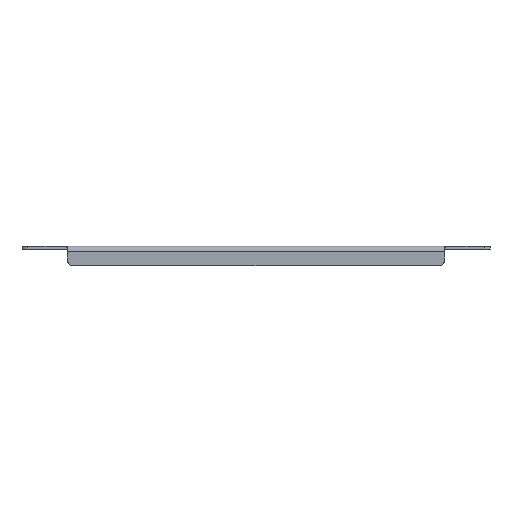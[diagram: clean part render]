
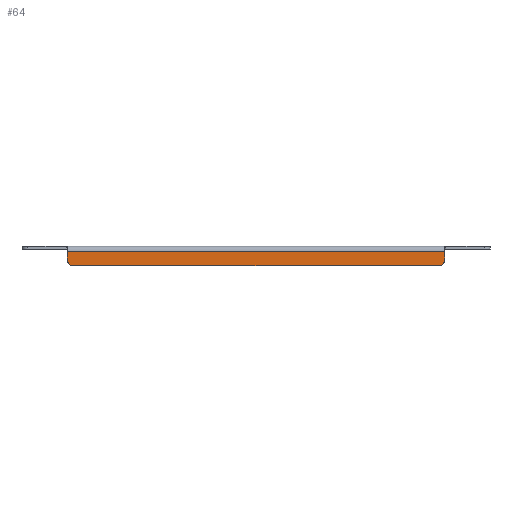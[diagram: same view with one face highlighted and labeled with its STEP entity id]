
A CAD part, left-side view. The second image highlights one B-rep face of the part: STEP entity #64.
In plain terms, the highlighted planar face has unit normal (-1, 0, 0).
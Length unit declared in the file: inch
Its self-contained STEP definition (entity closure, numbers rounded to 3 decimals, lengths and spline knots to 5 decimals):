
#31 = AXIS2_PLACEMENT_3D ( 'NONE', #1214, #1055, #1342 ) ;
#64 = ADVANCED_FACE ( 'NONE', ( #1672 ), #613, .T. ) ;
#77 = EDGE_LOOP ( 'NONE', ( #755, #1823, #1113, #1716, #1021, #1760 ) ) ;
#146 = EDGE_CURVE ( 'NONE', #710, #1623, #1045, .T. ) ;
#153 = LINE ( 'NONE', #576, #879 ) ;
#209 = LINE ( 'NONE', #801, #1300 ) ;
#282 = AXIS2_PLACEMENT_3D ( 'NONE', #660, #1108, #334 ) ;
#317 = LINE ( 'NONE', #920, #1742 ) ;
#325 = CARTESIAN_POINT ( 'NONE',  ( -8.46875, 8.46875, -0.237 ) ) ;
#334 = DIRECTION ( 'NONE',  ( 0., 0., 1. ) ) ;
#576 = CARTESIAN_POINT ( 'NONE',  ( -8.46875, -8.46875, -0.556 ) ) ;
#591 = DIRECTION ( 'NONE',  ( 0., 0., 1. ) ) ;
#603 = DIRECTION ( 'NONE',  ( -1., 0., 0. ) ) ;
#609 = CARTESIAN_POINT ( 'NONE',  ( -8.46875, -8.21875, -0.875 ) ) ;
#613 = PLANE ( 'NONE',  #817 ) ;
#660 = CARTESIAN_POINT ( 'NONE',  ( -8.46875, -8.21875, -0.625 ) ) ;
#701 = DIRECTION ( 'NONE',  ( 0., -1., 0. ) ) ;
#707 = EDGE_CURVE ( 'NONE', #1623, #1441, #896, .T. ) ;
#710 = VERTEX_POINT ( 'NONE', #1004 ) ;
#755 = ORIENTED_EDGE ( 'NONE', *, *, #814, .F. ) ;
#761 = CARTESIAN_POINT ( 'NONE',  ( -8.46875, 8.46875, -0.625 ) ) ;
#801 = CARTESIAN_POINT ( 'NONE',  ( -8.46875, -8.46875, -0.237 ) ) ;
#806 = VERTEX_POINT ( 'NONE', #761 ) ;
#814 = EDGE_CURVE ( 'NONE', #806, #1176, #317, .T. ) ;
#817 = AXIS2_PLACEMENT_3D ( 'NONE', #1947, #603, #591 ) ;
#879 = VECTOR ( 'NONE', #898, 39.37008 ) ;
#896 = LINE ( 'NONE', #1903, #1579 ) ;
#898 = DIRECTION ( 'NONE',  ( 0., 0., -1. ) ) ;
#920 = CARTESIAN_POINT ( 'NONE',  ( -8.46875, 8.46875, -0.556 ) ) ;
#1004 = CARTESIAN_POINT ( 'NONE',  ( -8.46875, -8.46875, -0.625 ) ) ;
#1014 = CARTESIAN_POINT ( 'NONE',  ( -8.46875, -8.46875, -0.237 ) ) ;
#1021 = ORIENTED_EDGE ( 'NONE', *, *, #1473, .F. ) ;
#1045 = CIRCLE ( 'NONE', #282, 0.25 ) ;
#1055 = DIRECTION ( 'NONE',  ( 1., 0., 0. ) ) ;
#1108 = DIRECTION ( 'NONE',  ( 1., 0., 0. ) ) ;
#1113 = ORIENTED_EDGE ( 'NONE', *, *, #707, .F. ) ;
#1176 = VERTEX_POINT ( 'NONE', #325 ) ;
#1189 = CARTESIAN_POINT ( 'NONE',  ( -8.46875, 8.21875, -0.875 ) ) ;
#1211 = DIRECTION ( 'NONE',  ( 0., 0., 1. ) ) ;
#1214 = CARTESIAN_POINT ( 'NONE',  ( -8.46875, 8.21875, -0.625 ) ) ;
#1290 = EDGE_CURVE ( 'NONE', #1176, #1941, #209, .T. ) ;
#1300 = VECTOR ( 'NONE', #701, 39.37008 ) ;
#1341 = DIRECTION ( 'NONE',  ( 0., 1., 0. ) ) ;
#1342 = DIRECTION ( 'NONE',  ( 0., 0., 1. ) ) ;
#1441 = VERTEX_POINT ( 'NONE', #1189 ) ;
#1473 = EDGE_CURVE ( 'NONE', #1941, #710, #153, .T. ) ;
#1579 = VECTOR ( 'NONE', #1341, 39.37008 ) ;
#1598 = EDGE_CURVE ( 'NONE', #1441, #806, #1736, .T. ) ;
#1623 = VERTEX_POINT ( 'NONE', #609 ) ;
#1672 = FACE_OUTER_BOUND ( 'NONE', #77, .T. ) ;
#1716 = ORIENTED_EDGE ( 'NONE', *, *, #146, .F. ) ;
#1736 = CIRCLE ( 'NONE', #31, 0.25 ) ;
#1742 = VECTOR ( 'NONE', #1211, 39.37008 ) ;
#1760 = ORIENTED_EDGE ( 'NONE', *, *, #1290, .F. ) ;
#1823 = ORIENTED_EDGE ( 'NONE', *, *, #1598, .F. ) ;
#1903 = CARTESIAN_POINT ( 'NONE',  ( -8.46875, 0., -0.875 ) ) ;
#1941 = VERTEX_POINT ( 'NONE', #1014 ) ;
#1947 = CARTESIAN_POINT ( 'NONE',  ( -8.46875, 10.34375, 0. ) ) ;
